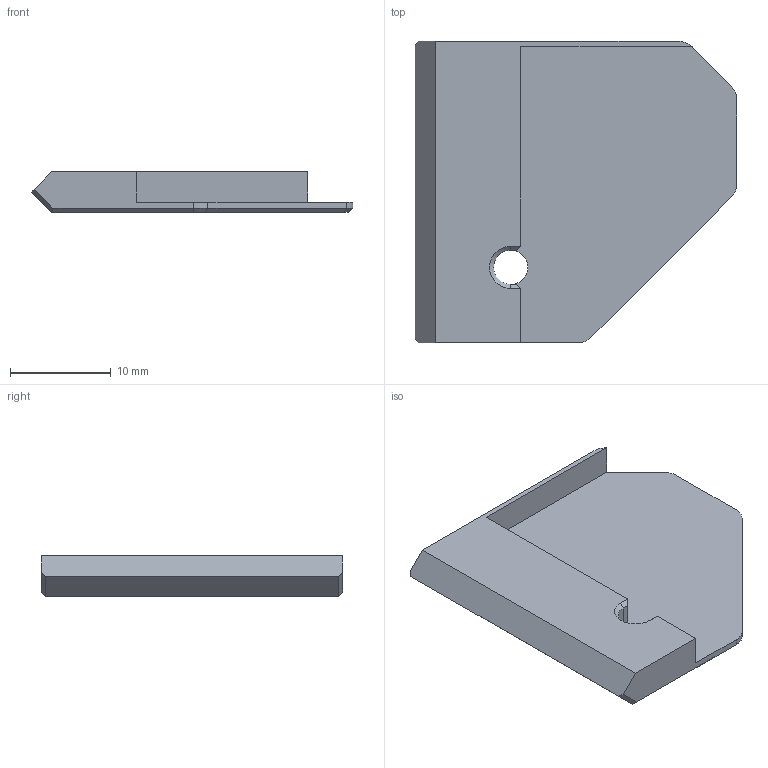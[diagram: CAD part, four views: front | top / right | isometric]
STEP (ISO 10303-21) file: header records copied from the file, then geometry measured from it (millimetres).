
FILE_DESCRIPTION(/* description */ (''),/* implementation_level */ '2;1');
FILE_NAME(/* name */ 'rear_bottom_left_bracket_with_stop.step',/* time_stamp */ '2020-08-16T12:48:59-04:00',/* author */ (''),/* organization */ (''),/* preprocessor_version */ 'ST-DEVELOPER v18.1',/* originating_system */ 'Autodesk Translation Framework v9.3.0.1241',/* authorisation */ '');
FILE_SCHEMA (('AUTOMOTIVE_DESIGN { 1 0 10303 214 3 1 1 }'));
Length unit declared in the file: millimetre
Products named in the file (1): Rear Bottom Left Bracket
Bounding box: 32 x 30 x 4 mm (x, y, z)
Volume: 1643 mm3; surface area: 2025.9 mm2
Topology: 1 solids, 1 shells, 37 faces, 92 edges, 56 vertices
Faces by surface type: plane 26, cone 6, cylinder 5
Full cylindrical faces by diameter (mm): 3.4 x1
Entity records: 1120 total; most frequent: DIRECTION 186, CARTESIAN_POINT 186, ORIENTED_EDGE 184, EDGE_CURVE 92, LINE 74, VECTOR 74, VERTEX_POINT 56, AXIS2_PLACEMENT_3D 56
